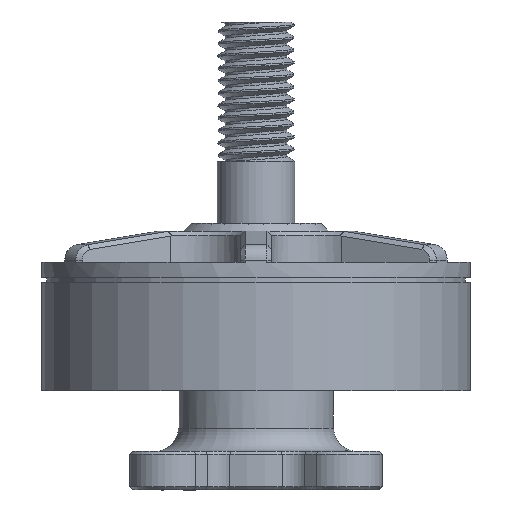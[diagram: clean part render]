
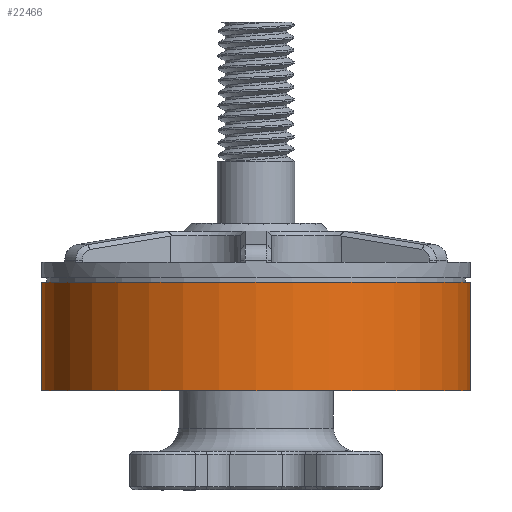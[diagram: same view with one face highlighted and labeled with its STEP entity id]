
A CAD part, front view. The second image highlights one B-rep face of the part: STEP entity #22466.
In plain terms, the highlighted cylindrical face has radius 13.85 mm (diameter 27.7 mm), a full revolution.
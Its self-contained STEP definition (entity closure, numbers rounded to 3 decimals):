
#2109=FACE_OUTER_BOUND('',#3558,.T.);
#3558=EDGE_LOOP('',(#19238,#19239,#19240,#19241));
#5278=CIRCLE('',#25428,13.85);
#5282=CIRCLE('',#25435,13.85);
#6891=LINE('',#44372,#8168);
#8168=VECTOR('',#32303,13.85);
#10012=VERTEX_POINT('',#44357);
#10016=VERTEX_POINT('',#44369);
#13161=EDGE_CURVE('',#10012,#10012,#5278,.T.);
#13166=EDGE_CURVE('',#10016,#10016,#5282,.T.);
#13167=EDGE_CURVE('',#10016,#10012,#6891,.T.);
#19238=ORIENTED_EDGE('',*,*,#13166,.T.);
#19239=ORIENTED_EDGE('',*,*,#13167,.T.);
#19240=ORIENTED_EDGE('',*,*,#13161,.T.);
#19241=ORIENTED_EDGE('',*,*,#13167,.F.);
#20836=CYLINDRICAL_SURFACE('',#25436,13.85);
#22466=ADVANCED_FACE('',(#2109),#20836,.T.);
#25428=AXIS2_PLACEMENT_3D('',#44358,#32284,#32285);
#25435=AXIS2_PLACEMENT_3D('',#44370,#32299,#32300);
#25436=AXIS2_PLACEMENT_3D('',#44371,#32301,#32302);
#32284=DIRECTION('center_axis',(0.,0.,1.));
#32285=DIRECTION('ref_axis',(1.,0.,0.));
#32299=DIRECTION('center_axis',(0.,0.,-1.));
#32300=DIRECTION('ref_axis',(1.,0.,0.));
#32301=DIRECTION('center_axis',(0.,0.,1.));
#32302=DIRECTION('ref_axis',(1.,0.,0.));
#32303=DIRECTION('',(0.,0.,-1.));
#44357=CARTESIAN_POINT('',(-13.85,0.,-2.3));
#44358=CARTESIAN_POINT('Origin',(0.,0.,-2.3));
#44369=CARTESIAN_POINT('',(-13.85,0.,4.7));
#44370=CARTESIAN_POINT('Origin',(0.,0.,4.7));
#44371=CARTESIAN_POINT('Origin',(0.,0.,0.));
#44372=CARTESIAN_POINT('',(-13.85,0.,0.));
